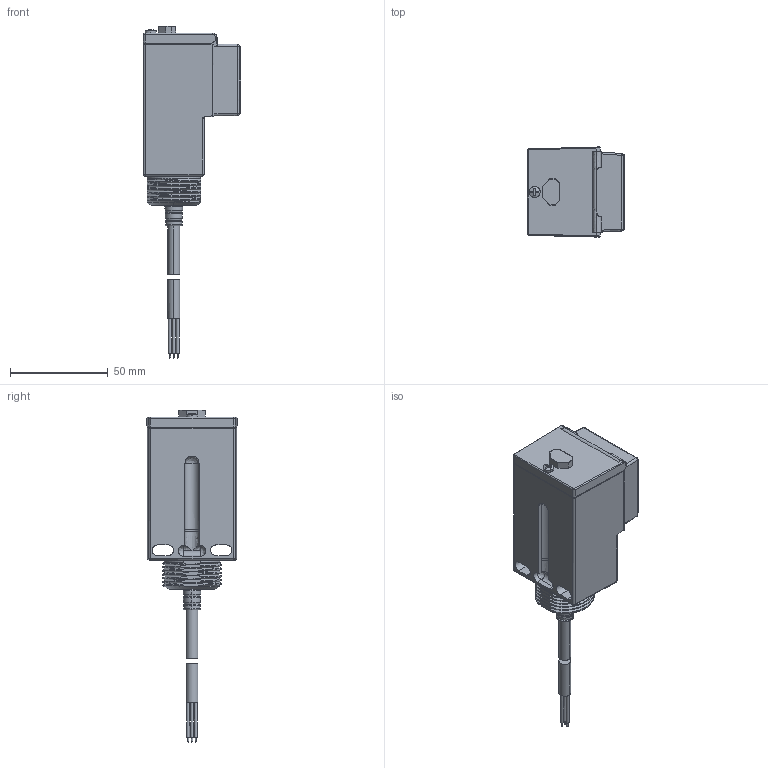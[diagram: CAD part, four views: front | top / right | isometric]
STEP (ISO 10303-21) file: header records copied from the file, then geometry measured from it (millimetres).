
FILE_DESCRIPTION( ('This file contains a STEP AP42 implementation' ,'as created by ZW3D STEP Interface translator.') ,'2;1' );
FILE_NAME( 'RP74-DXXXXX-CYXC5L2.stp' ,'21 115.164627', (''), ('ZWCAD Software Co.'), 'Version 1.0', 'ZW3D to STEP translator', '' );
FILE_SCHEMA(('AUTOMOTIVE_DESIGN'));
Length unit declared in the file: millimetre
Products named in the file (2): 0; RP74-DXXXXX-CYXC5L2
Bounding box: 49.6 x 46.04 x 169.7 mm (x, y, z)
Volume: 134897.4 mm3; surface area: 25203.8 mm2
Topology: 2 solids, 4 shells, 352 faces, 863 edges, 529 vertices
Faces by surface type: bspline 352
Entity records: 16719 total; most frequent: CARTESIAN_POINT 11421, ORIENTED_EDGE 1696, EDGE_CURVE 850, B_SPLINE_CURVE_WITH_KNOTS 581, VERTEX_POINT 529, EDGE_LOOP 381, FACE_OUTER_BOUND 352, ADVANCED_FACE 352
